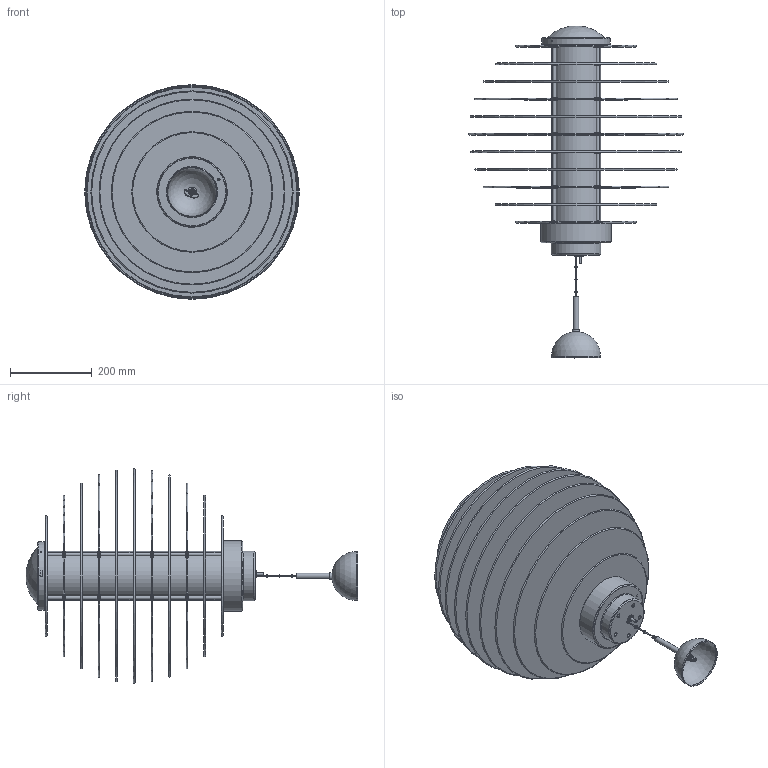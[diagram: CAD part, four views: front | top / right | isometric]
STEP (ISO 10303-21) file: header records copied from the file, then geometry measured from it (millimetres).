
FILE_DESCRIPTION(/* description */ (''),/* implementation_level */ '2;1');
FILE_NAME(/* name */ 'F002485150TRNE.stp',/* time_stamp */ '2020-01-17T11:40:16+01:00',/* author */ ('sghezzi'),/* organization */ (''),/* preprocessor_version */ 'ST-DEVELOPER v17.2',/* originating_system */ 'Autodesk Inventor 2019',/* authorisation */ '');
FILE_SCHEMA (('AUTOMOTIVE_DESIGN { 1 0 10303 214 3 1 1 }'));
Products named in the file (48): 0024; 070024020; 070024020-01; 070024020-02; 070024030; 070024030-01; 070024030-02; 020001000; 070024010; 070024001; 006600186; 006000050; 006503651; 024001100; 070024000; 024001200; 024001300; 024001400; 024001500; 024001600; 005002400; 070024040; 065010310; 060009002; 063843004; 006558701; 070024050; 007385600; 063017001; 005091114; 005544800; 007364417; 065015030; 007600934; 050003000; 005324826; 005413200; 063843001; 005339900; 050019500 ...
Assembly tree (231 placements, depth 3):
  0024
    070024020
      070024020-01
      070024020-02
    070024030
      070024030-01
      070024030-02
    020001000
    070024010
    070024001  x4
    006600186  x8
    006000050  x12
    006503651  x88
    024001100  x2
    070024000  x40
    024001200  x2
    024001300  x2
    024001400  x2
    024001500  x2
    024001600
    005002400
    070024040
    065010310  x6
    060009002  x4
    063843004  x4
    006558701  x6
    070024050
    007385600
    063017001  x6
    005091114  x2
    005544800
    007364417
    065015030
    007600934
    050003000
    005324826  x2
    005413200  x2
    063843001  x4
    005339900
    050019500
    061013010  x2
    090024002
    066001853
    006600068
    005334137  x2
    005002410
    003329105  x4
    005556101
Bounding box: 524 x 810.78 x 524 mm (x, y, z)
Volume: 7858997.5 mm3; surface area: 4247034.7 mm2
Topology: 229 solids, 229 shells, 3767 faces, 9716 edges, 6508 vertices
Faces by surface type: plane 2192, cylinder 1126, bspline 279, cone 102, torus 62, sphere 6
Full cylindrical faces by diameter (mm): 1.7 x1, 1.9 x1, 2.3 x1, 2.459 x7, 2.5 x5, 2.621 x1, 3 x12, 3.242 x3, 3.3 x10, 3.5 x4, 4 x8, 4.134 x12, 4.2 x18, 4.3 x2, 4.4 x3, 4.5 x9, 5 x92, 5.01 x1, 5.2 x8, 5.4 x8, 6 x93, 6.3 x1, 7 x5, 7.7 x6, 8 x46, 10 x6, 11.92 x3, 12 x1, 13 x1, 13.2 x1
Entity records: 62816 total; most frequent: CARTESIAN_POINT 18646, ORIENTED_EDGE 8814, DIRECTION 8616, EDGE_CURVE 4407, AXIS2_PLACEMENT_3D 3099, VERTEX_POINT 2995, LINE 2418, VECTOR 2418
